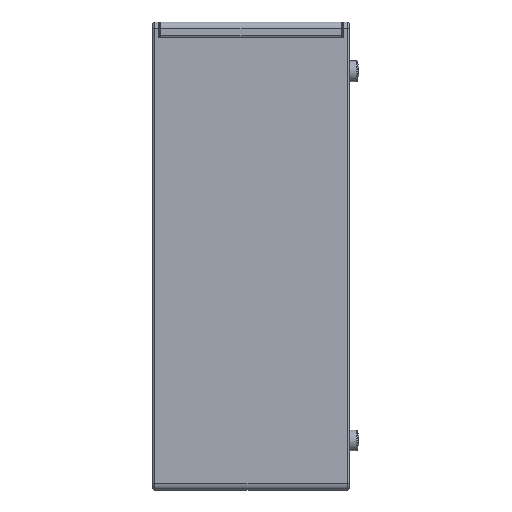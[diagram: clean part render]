
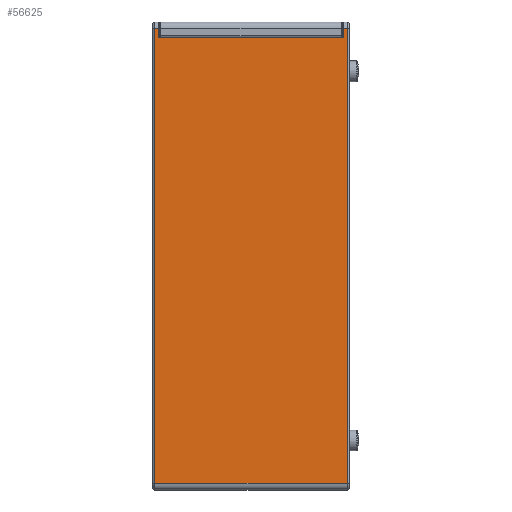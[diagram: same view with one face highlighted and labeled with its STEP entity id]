
A CAD part, left-side view. The second image highlights one B-rep face of the part: STEP entity #56625.
In plain terms, the highlighted planar face has unit normal (-1, 0, 0).
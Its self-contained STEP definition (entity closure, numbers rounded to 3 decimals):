
#5448=FACE_OUTER_BOUND('',#8821,.T.);
#8821=EDGE_LOOP('',(#44967,#44968,#44969,#44970,#44971,#44972,#44973,#44974));
#14146=LINE('',#109561,#19066);
#14201=LINE('',#109737,#19121);
#14203=LINE('',#109742,#19123);
#14207=LINE('',#109762,#19127);
#14216=LINE('',#109798,#19136);
#14218=LINE('',#109810,#19138);
#14223=LINE('',#109837,#19143);
#14227=LINE('',#109855,#19147);
#19066=VECTOR('',#68855,10.);
#19121=VECTOR('',#69030,10.);
#19123=VECTOR('',#69036,10.);
#19127=VECTOR('',#69062,10.);
#19136=VECTOR('',#69107,10.);
#19138=VECTOR('',#69125,10.);
#19143=VECTOR('',#69160,10.);
#19147=VECTOR('',#69184,10.);
#24726=VERTEX_POINT('',#109559);
#24727=VERTEX_POINT('',#109560);
#24788=VERTEX_POINT('',#109732);
#24789=VERTEX_POINT('',#109740);
#24794=VERTEX_POINT('',#109760);
#24802=VERTEX_POINT('',#109792);
#24803=VERTEX_POINT('',#109796);
#24812=VERTEX_POINT('',#109835);
#31816=EDGE_CURVE('',#24726,#24727,#14146,.T.);
#31904=EDGE_CURVE('',#24727,#24788,#14201,.T.);
#31907=EDGE_CURVE('',#24789,#24726,#14203,.T.);
#31917=EDGE_CURVE('',#24794,#24789,#14207,.T.);
#31935=EDGE_CURVE('',#24802,#24803,#14216,.T.);
#31941=EDGE_CURVE('',#24788,#24802,#14218,.T.);
#31954=EDGE_CURVE('',#24812,#24794,#14223,.T.);
#31964=EDGE_CURVE('',#24803,#24812,#14227,.T.);
#44967=ORIENTED_EDGE('',*,*,#31907,.F.);
#44968=ORIENTED_EDGE('',*,*,#31917,.F.);
#44969=ORIENTED_EDGE('',*,*,#31954,.F.);
#44970=ORIENTED_EDGE('',*,*,#31964,.F.);
#44971=ORIENTED_EDGE('',*,*,#31935,.F.);
#44972=ORIENTED_EDGE('',*,*,#31941,.F.);
#44973=ORIENTED_EDGE('',*,*,#31904,.F.);
#44974=ORIENTED_EDGE('',*,*,#31816,.F.);
#53825=PLANE('',#60465);
#56625=ADVANCED_FACE('',(#5448),#53825,.T.);
#60465=AXIS2_PLACEMENT_3D('',#109861,#69193,#69194);
#68855=DIRECTION('',(0.,-1.,0.));
#69030=DIRECTION('',(0.,0.,1.));
#69036=DIRECTION('',(0.,0.,-1.));
#69062=DIRECTION('',(0.,-1.,0.));
#69107=DIRECTION('',(0.,0.,-1.));
#69125=DIRECTION('',(0.,-1.,0.));
#69160=DIRECTION('',(0.,0.,1.));
#69184=DIRECTION('',(0.,1.,0.));
#69193=DIRECTION('center_axis',(-1.,0.,0.));
#69194=DIRECTION('ref_axis',(0.,0.,1.));
#109559=CARTESIAN_POINT('',(-270.,227.,269.));
#109560=CARTESIAN_POINT('',(-270.,7.,269.));
#109561=CARTESIAN_POINT('',(-270.,0.,269.));
#109732=CARTESIAN_POINT('',(-270.,7.,280.));
#109737=CARTESIAN_POINT('',(-270.,7.,0.));
#109740=CARTESIAN_POINT('',(-270.,227.,280.));
#109742=CARTESIAN_POINT('',(-270.,227.,0.));
#109760=CARTESIAN_POINT('',(-270.,232.,280.));
#109762=CARTESIAN_POINT('',(-270.,115.,280.));
#109792=CARTESIAN_POINT('',(-270.,2.,280.));
#109796=CARTESIAN_POINT('',(-270.,2.,-262.));
#109798=CARTESIAN_POINT('',(-270.,2.,-135.));
#109810=CARTESIAN_POINT('',(-270.,2.,280.));
#109835=CARTESIAN_POINT('',(-270.,232.,-262.));
#109837=CARTESIAN_POINT('',(-270.,232.,-135.));
#109855=CARTESIAN_POINT('',(-270.,0.,-262.));
#109861=CARTESIAN_POINT('Origin',(-270.,0.,-270.));
